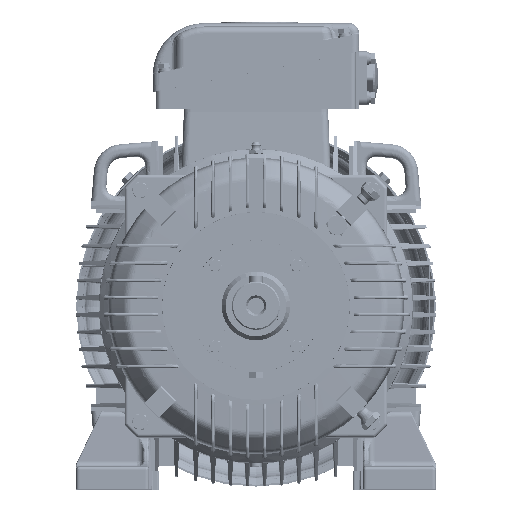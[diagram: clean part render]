
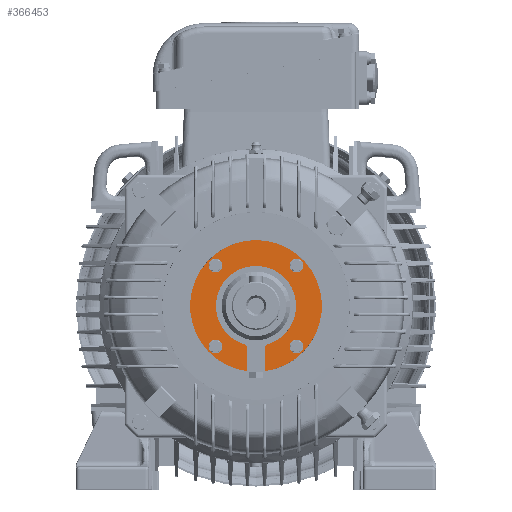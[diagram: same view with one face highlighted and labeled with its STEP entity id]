
A CAD part, top view. The second image highlights one B-rep face of the part: STEP entity #366453.
In plain terms, the highlighted planar face has unit normal (0, 0, 1).
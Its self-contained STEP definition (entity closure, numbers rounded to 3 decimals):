
#2177 = VERTEX_POINT ( 'NONE', #115459 ) ;
#2179 = VERTEX_POINT ( 'NONE', #115473 ) ;
#2187 = VERTEX_POINT ( 'NONE', #115504 ) ;
#2189 = VERTEX_POINT ( 'NONE', #115518 ) ;
#2199 = VERTEX_POINT ( 'NONE', #115560 ) ;
#17606 = EDGE_CURVE ( 'NONE', #2189, #327458, #118800, .T. ) ;
#33530 = ORIENTED_EDGE ( 'NONE', *, *, #365264, .F. ) ;
#33534 = ORIENTED_EDGE ( 'NONE', *, *, #353262, .F. ) ;
#33538 = ORIENTED_EDGE ( 'NONE', *, *, #353087, .F. ) ;
#33541 = ORIENTED_EDGE ( 'NONE', *, *, #353256, .F. ) ;
#33545 = ORIENTED_EDGE ( 'NONE', *, *, #353101, .F. ) ;
#33549 = ORIENTED_EDGE ( 'NONE', *, *, #353248, .F. ) ;
#33553 = ORIENTED_EDGE ( 'NONE', *, *, #353116, .F. ) ;
#33557 = ORIENTED_EDGE ( 'NONE', *, *, #353241, .F. ) ;
#33559 = ORIENTED_EDGE ( 'NONE', *, *, #353130, .F. ) ;
#33562 = ORIENTED_EDGE ( 'NONE', *, *, #365269, .F. ) ;
#33565 = ORIENTED_EDGE ( 'NONE', *, *, #352844, .F. ) ;
#33568 = ORIENTED_EDGE ( 'NONE', *, *, #17606, .F. ) ;
#33571 = ORIENTED_EDGE ( 'NONE', *, *, #35204, .T. ) ;
#33572 = ORIENTED_EDGE ( 'NONE', *, *, #365260, .T. ) ;
#33574 = ORIENTED_EDGE ( 'NONE', *, *, #35206, .T. ) ;
#35204 = EDGE_CURVE ( 'NONE', #2187, #2179, #342417, .T. ) ;
#35206 = EDGE_CURVE ( 'NONE', #2177, #2199, #342420, .T. ) ;
#39012 = AXIS2_PLACEMENT_3D ( 'NONE', #65509, #65530, #65533 ) ;
#39027 = AXIS2_PLACEMENT_3D ( 'NONE', #65536, #65539, #65542 ) ;
#58671 = CARTESIAN_POINT ( 'NONE',  ( 0., 57.5, 378. ) ) ;
#58674 = CARTESIAN_POINT ( 'NONE',  ( 8., -56.941, 378. ) ) ;
#58878 = CARTESIAN_POINT ( 'NONE',  ( -35.355, 39.355, 378. ) ) ;
#58881 = CARTESIAN_POINT ( 'NONE',  ( -35.355, 31.355, 378. ) ) ;
#58890 = CARTESIAN_POINT ( 'NONE',  ( -35.355, -31.355, 378. ) ) ;
#58893 = CARTESIAN_POINT ( 'NONE',  ( -35.355, -39.355, 378. ) ) ;
#58902 = CARTESIAN_POINT ( 'NONE',  ( 35.355, -31.355, 378. ) ) ;
#58905 = CARTESIAN_POINT ( 'NONE',  ( 35.355, -39.355, 378. ) ) ;
#58914 = CARTESIAN_POINT ( 'NONE',  ( 35.355, 39.355, 378. ) ) ;
#58917 = CARTESIAN_POINT ( 'NONE',  ( 35.355, 31.355, 378. ) ) ;
#64497 = CIRCLE ( 'NONE', #184931, 57.5 ) ;
#64525 = CIRCLE ( 'NONE', #185078, 4. ) ;
#64529 = CIRCLE ( 'NONE', #185086, 4. ) ;
#64534 = CIRCLE ( 'NONE', #185094, 4. ) ;
#64539 = CIRCLE ( 'NONE', #185100, 4. ) ;
#64571 = CIRCLE ( 'NONE', #185104, 4. ) ;
#64575 = CIRCLE ( 'NONE', #185129, 4. ) ;
#64580 = CIRCLE ( 'NONE', #185134, 4. ) ;
#64584 = CIRCLE ( 'NONE', #185138, 4. ) ;
#65509 = CARTESIAN_POINT ( 'NONE',  ( -11., -36.373, 378. ) ) ;
#65530 = DIRECTION ( 'NONE',  ( 0., 0., 1. ) ) ;
#65533 = DIRECTION ( 'NONE',  ( 0., 1., 0. ) ) ;
#65536 = CARTESIAN_POINT ( 'NONE',  ( 11., -36.373, 378. ) ) ;
#65539 = DIRECTION ( 'NONE',  ( 0., 0., 1. ) ) ;
#65542 = DIRECTION ( 'NONE',  ( 0., 1., 0. ) ) ;
#115459 = CARTESIAN_POINT ( 'NONE',  ( 10.132, -33.502, 378. ) ) ;
#115473 = CARTESIAN_POINT ( 'NONE',  ( -10.132, -33.502, 378. ) ) ;
#115504 = CARTESIAN_POINT ( 'NONE',  ( -8., -36.373, 378. ) ) ;
#115518 = CARTESIAN_POINT ( 'NONE',  ( -8., -56.941, 378. ) ) ;
#115560 = CARTESIAN_POINT ( 'NONE',  ( 8., -36.373, 378. ) ) ;
#118800 = CIRCLE ( 'NONE', #282969, 57.5 ) ;
#184931 = AXIS2_PLACEMENT_3D ( 'NONE', #192607, #192609, #192613 ) ;
#185078 = AXIS2_PLACEMENT_3D ( 'NONE', #193712, #193714, #193716 ) ;
#185086 = AXIS2_PLACEMENT_3D ( 'NONE', #193736, #193738, #193740 ) ;
#185094 = AXIS2_PLACEMENT_3D ( 'NONE', #202229, #202230, #202231 ) ;
#185100 = AXIS2_PLACEMENT_3D ( 'NONE', #202241, #202242, #202243 ) ;
#185104 = AXIS2_PLACEMENT_3D ( 'NONE', #202520, #202521, #202523 ) ;
#185129 = AXIS2_PLACEMENT_3D ( 'NONE', #202528, #202530, #202531 ) ;
#185134 = AXIS2_PLACEMENT_3D ( 'NONE', #202538, #202539, #202541 ) ;
#185138 = AXIS2_PLACEMENT_3D ( 'NONE', #202547, #202549, #202550 ) ;
#185348 = AXIS2_PLACEMENT_3D ( 'NONE', #224225, #224227, #224229 ) ;
#185357 = VECTOR ( 'NONE', #224255, 1000. ) ;
#185362 = VECTOR ( 'NONE', #224285, 1000. ) ;
#192607 = CARTESIAN_POINT ( 'NONE',  ( 0., 0., 378. ) ) ;
#192609 = DIRECTION ( 'NONE',  ( 0., 0., -1. ) ) ;
#192613 = DIRECTION ( 'NONE',  ( 0., 1., 0. ) ) ;
#193712 = CARTESIAN_POINT ( 'NONE',  ( -35.355, 35.355, 378. ) ) ;
#193714 = DIRECTION ( 'NONE',  ( 0., 0., 1. ) ) ;
#193716 = DIRECTION ( 'NONE',  ( 0., -1., 0. ) ) ;
#193736 = CARTESIAN_POINT ( 'NONE',  ( -35.355, -35.355, 378. ) ) ;
#193738 = DIRECTION ( 'NONE',  ( 0., 0., 1. ) ) ;
#193740 = DIRECTION ( 'NONE',  ( 0., -1., 0. ) ) ;
#202229 = CARTESIAN_POINT ( 'NONE',  ( 35.355, -35.355, 378. ) ) ;
#202230 = DIRECTION ( 'NONE',  ( 0., 0., 1. ) ) ;
#202231 = DIRECTION ( 'NONE',  ( 0., -1., 0. ) ) ;
#202241 = CARTESIAN_POINT ( 'NONE',  ( 35.355, 35.355, 378. ) ) ;
#202242 = DIRECTION ( 'NONE',  ( 0., 0., 1. ) ) ;
#202243 = DIRECTION ( 'NONE',  ( 0., -1., 0. ) ) ;
#202520 = CARTESIAN_POINT ( 'NONE',  ( 35.355, 35.355, 378. ) ) ;
#202521 = DIRECTION ( 'NONE',  ( 0., 0., 1. ) ) ;
#202523 = DIRECTION ( 'NONE',  ( 0., -1., 0. ) ) ;
#202528 = CARTESIAN_POINT ( 'NONE',  ( 35.355, -35.355, 378. ) ) ;
#202530 = DIRECTION ( 'NONE',  ( 0., 0., 1. ) ) ;
#202531 = DIRECTION ( 'NONE',  ( 0., -1., 0. ) ) ;
#202538 = CARTESIAN_POINT ( 'NONE',  ( -35.355, -35.355, 378. ) ) ;
#202539 = DIRECTION ( 'NONE',  ( 0., 0., 1. ) ) ;
#202541 = DIRECTION ( 'NONE',  ( 0., -1., 0. ) ) ;
#202547 = CARTESIAN_POINT ( 'NONE',  ( -35.355, 35.355, 378. ) ) ;
#202549 = DIRECTION ( 'NONE',  ( 0., 0., 1. ) ) ;
#202550 = DIRECTION ( 'NONE',  ( 0., -1., 0. ) ) ;
#224225 = CARTESIAN_POINT ( 'NONE',  ( 0., 0., 378. ) ) ;
#224227 = DIRECTION ( 'NONE',  ( 0., 0., -1. ) ) ;
#224229 = DIRECTION ( 'NONE',  ( 0., 1., 0. ) ) ;
#224251 = LINE ( 'NONE', #224253, #185357 ) ;
#224253 = CARTESIAN_POINT ( 'NONE',  ( -8., -34.073, 378. ) ) ;
#224255 = DIRECTION ( 'NONE',  ( 0., -1., 0. ) ) ;
#224281 = LINE ( 'NONE', #224283, #185362 ) ;
#224283 = CARTESIAN_POINT ( 'NONE',  ( 8., -34.073, 378. ) ) ;
#224285 = DIRECTION ( 'NONE',  ( 0., 1., 0. ) ) ;
#231138 = CIRCLE ( 'NONE', #185348, 35. ) ;
#282969 = AXIS2_PLACEMENT_3D ( 'NONE', #295366, #295367, #295369 ) ;
#288993 = PLANE ( 'NONE',  #300660 ) ;
#288994 = CARTESIAN_POINT ( 'NONE',  ( 0., 0., 378. ) ) ;
#288995 = DIRECTION ( 'NONE',  ( 0., 0., -1. ) ) ;
#288996 = DIRECTION ( 'NONE',  ( 0., 1., 0. ) ) ;
#295366 = CARTESIAN_POINT ( 'NONE',  ( 0., 0., 378. ) ) ;
#295367 = DIRECTION ( 'NONE',  ( 0., 0., -1. ) ) ;
#295369 = DIRECTION ( 'NONE',  ( 0., 1., 0. ) ) ;
#300655 = FACE_BOUND ( 'NONE', #342671, .T. ) ;
#300657 = FACE_BOUND ( 'NONE', #342670, .T. ) ;
#300660 = AXIS2_PLACEMENT_3D ( 'NONE', #288994, #288995, #288996 ) ;
#300662 = FACE_BOUND ( 'NONE', #342672, .T. ) ;
#300664 = FACE_BOUND ( 'NONE', #342673, .T. ) ;
#300666 = FACE_OUTER_BOUND ( 'NONE', #342675, .T. ) ;
#327458 = VERTEX_POINT ( 'NONE', #58671 ) ;
#327459 = VERTEX_POINT ( 'NONE', #58674 ) ;
#327527 = VERTEX_POINT ( 'NONE', #58878 ) ;
#327528 = VERTEX_POINT ( 'NONE', #58881 ) ;
#327531 = VERTEX_POINT ( 'NONE', #58890 ) ;
#327532 = VERTEX_POINT ( 'NONE', #58893 ) ;
#327535 = VERTEX_POINT ( 'NONE', #58902 ) ;
#327536 = VERTEX_POINT ( 'NONE', #58905 ) ;
#327539 = VERTEX_POINT ( 'NONE', #58914 ) ;
#327540 = VERTEX_POINT ( 'NONE', #58917 ) ;
#342417 = CIRCLE ( 'NONE', #39012, 3. ) ;
#342420 = CIRCLE ( 'NONE', #39027, 3. ) ;
#342670 = EDGE_LOOP ( 'NONE', ( #33534, #33538 ) ) ;
#342671 = EDGE_LOOP ( 'NONE', ( #33541, #33545 ) ) ;
#342672 = EDGE_LOOP ( 'NONE', ( #33549, #33553 ) ) ;
#342673 = EDGE_LOOP ( 'NONE', ( #33557, #33559 ) ) ;
#342675 = EDGE_LOOP ( 'NONE', ( #33562, #33565, #33568, #33530, #33571, #33572, #33574 ) ) ;
#352844 = EDGE_CURVE ( 'NONE', #327458, #327459, #64497, .T. ) ;
#353087 = EDGE_CURVE ( 'NONE', #327527, #327528, #64525, .T. ) ;
#353101 = EDGE_CURVE ( 'NONE', #327531, #327532, #64529, .T. ) ;
#353116 = EDGE_CURVE ( 'NONE', #327535, #327536, #64534, .T. ) ;
#353130 = EDGE_CURVE ( 'NONE', #327539, #327540, #64539, .T. ) ;
#353241 = EDGE_CURVE ( 'NONE', #327540, #327539, #64571, .T. ) ;
#353248 = EDGE_CURVE ( 'NONE', #327536, #327535, #64575, .T. ) ;
#353256 = EDGE_CURVE ( 'NONE', #327532, #327531, #64580, .T. ) ;
#353262 = EDGE_CURVE ( 'NONE', #327528, #327527, #64584, .T. ) ;
#365260 = EDGE_CURVE ( 'NONE', #2179, #2177, #231138, .T. ) ;
#365264 = EDGE_CURVE ( 'NONE', #2187, #2189, #224251, .T. ) ;
#365269 = EDGE_CURVE ( 'NONE', #327459, #2199, #224281, .T. ) ;
#366453 = ADVANCED_FACE ( 'NONE', ( #300657, #300655, #300662, #300664, #300666 ), #288993, .F. ) ;
